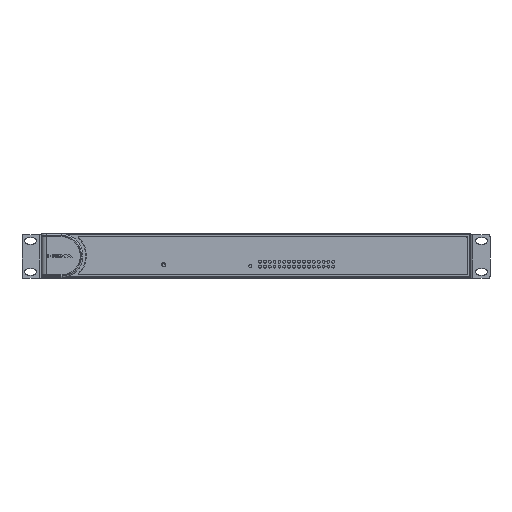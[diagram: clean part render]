
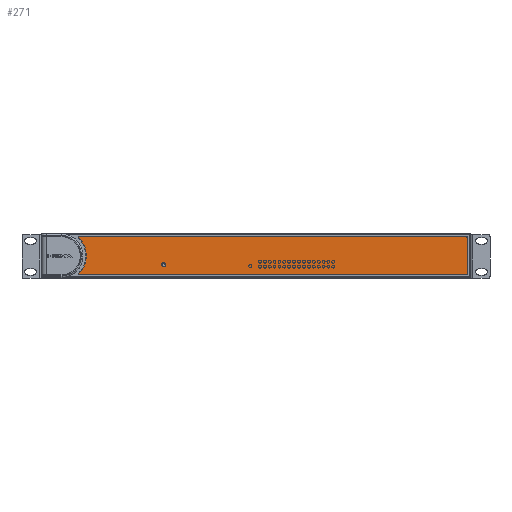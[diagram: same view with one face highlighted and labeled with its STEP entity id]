
A CAD part, top view. The second image highlights one B-rep face of the part: STEP entity #271.
In plain terms, the highlighted planar face has unit normal (0, 0, 1).
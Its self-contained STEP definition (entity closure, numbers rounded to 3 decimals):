
#68=CARTESIAN_POINT('',(-181.37,33.,6.371));
#69=DIRECTION('',(0.,0.,1.));
#70=DIRECTION('',(0.,1.,0.));
#71=AXIS2_PLACEMENT_3D('',#68,#69,#70);
#73=DIRECTION('',(-1.,0.,0.));
#74=VECTOR('',#73,397.37);
#75=CARTESIAN_POINT('',(216.,33.5,6.371));
#76=LINE('',#75,#74);
#77=CARTESIAN_POINT('',(216.,33.,6.371));
#78=DIRECTION('',(0.,0.,1.));
#79=DIRECTION('',(1.,0.,0.));
#80=AXIS2_PLACEMENT_3D('',#77,#78,#79);
#82=DIRECTION('',(0.,1.,0.));
#83=VECTOR('',#82,37.5);
#84=CARTESIAN_POINT('',(216.5,-4.5,6.371));
#85=LINE('',#84,#83);
#86=CARTESIAN_POINT('',(216.,-4.5,6.371));
#87=DIRECTION('',(0.,0.,1.));
#88=DIRECTION('',(0.,-1.,0.));
#89=AXIS2_PLACEMENT_3D('',#86,#87,#88);
#91=DIRECTION('',(1.,0.,0.));
#92=VECTOR('',#91,397.37);
#93=CARTESIAN_POINT('',(-181.37,-5.,6.371));
#94=LINE('',#93,#92);
#95=CARTESIAN_POINT('',(-181.37,-4.5,6.371));
#96=DIRECTION('',(0.,0.,1.));
#97=DIRECTION('',(-0.705,0.709,0.));
#98=AXIS2_PLACEMENT_3D('',#95,#96,#97);
#100=CARTESIAN_POINT('',(-200.,14.25,6.371));
#101=DIRECTION('',(0.,0.,-1.));
#102=DIRECTION('',(0.705,0.709,0.));
#103=AXIS2_PLACEMENT_3D('',#100,#101,#102);
#105=CARTESIAN_POINT('',(-94.71,4.9,6.371));
#106=DIRECTION('',(0.,0.,1.));
#107=DIRECTION('',(1.,0.,0.));
#108=AXIS2_PLACEMENT_3D('',#105,#106,#107);
#110=CARTESIAN_POINT('',(-94.71,4.9,6.371));
#111=DIRECTION('',(0.,0.,1.));
#112=DIRECTION('',(-1.,0.,0.));
#113=AXIS2_PLACEMENT_3D('',#110,#111,#112);
#202=CARTESIAN_POINT('',(-181.37,33.5,6.371));
#203=CARTESIAN_POINT('',(-181.723,32.645,6.371));
#204=VERTEX_POINT('',#202);
#205=VERTEX_POINT('',#203);
#206=CARTESIAN_POINT('',(-181.723,-4.145,6.371));
#207=VERTEX_POINT('',#206);
#208=CARTESIAN_POINT('',(-181.37,-5.,6.371));
#209=VERTEX_POINT('',#208);
#210=CARTESIAN_POINT('',(216.,-5.,6.371));
#211=VERTEX_POINT('',#210);
#212=CARTESIAN_POINT('',(216.5,-4.5,6.371));
#213=VERTEX_POINT('',#212);
#214=CARTESIAN_POINT('',(216.5,33.,6.371));
#215=VERTEX_POINT('',#214);
#216=CARTESIAN_POINT('',(216.,33.5,6.371));
#217=VERTEX_POINT('',#216);
#218=CARTESIAN_POINT('',(-92.71,4.9,6.371));
#219=CARTESIAN_POINT('',(-96.71,4.9,6.371));
#220=VERTEX_POINT('',#218);
#221=VERTEX_POINT('',#219);
#242=CARTESIAN_POINT('',(0.,0.,6.371));
#243=DIRECTION('',(0.,0.,1.));
#244=DIRECTION('',(1.,0.,0.));
#245=AXIS2_PLACEMENT_3D('',#242,#243,#244);
#246=PLANE('',#245);
#248=ORIENTED_EDGE('',*,*,#247,.F.);
#250=ORIENTED_EDGE('',*,*,#249,.F.);
#252=ORIENTED_EDGE('',*,*,#251,.F.);
#254=ORIENTED_EDGE('',*,*,#253,.F.);
#256=ORIENTED_EDGE('',*,*,#255,.F.);
#258=ORIENTED_EDGE('',*,*,#257,.F.);
#260=ORIENTED_EDGE('',*,*,#259,.F.);
#262=ORIENTED_EDGE('',*,*,#261,.F.);
#263=EDGE_LOOP('',(#248,#250,#252,#254,#256,#258,#260,#262));
#264=FACE_OUTER_BOUND('',#263,.F.);
#266=ORIENTED_EDGE('',*,*,#265,.T.);
#268=ORIENTED_EDGE('',*,*,#267,.T.);
#269=EDGE_LOOP('',(#266,#268));
#270=FACE_BOUND('',#269,.F.);
#72=CIRCLE('',#71,0.5);
#81=CIRCLE('',#80,0.5);
#90=CIRCLE('',#89,0.5);
#99=CIRCLE('',#98,0.5);
#104=CIRCLE('',#103,25.931);
#109=CIRCLE('',#108,2.);
#114=CIRCLE('',#113,2.);
#247=EDGE_CURVE('',#204,#205,#72,.T.);
#249=EDGE_CURVE('',#217,#204,#76,.T.);
#251=EDGE_CURVE('',#215,#217,#81,.T.);
#253=EDGE_CURVE('',#213,#215,#85,.T.);
#255=EDGE_CURVE('',#211,#213,#90,.T.);
#257=EDGE_CURVE('',#209,#211,#94,.T.);
#259=EDGE_CURVE('',#207,#209,#99,.T.);
#261=EDGE_CURVE('',#205,#207,#104,.T.);
#265=EDGE_CURVE('',#220,#221,#109,.T.);
#267=EDGE_CURVE('',#221,#220,#114,.T.);
#271=ADVANCED_FACE('',(#264,#270),#246,.T.);
